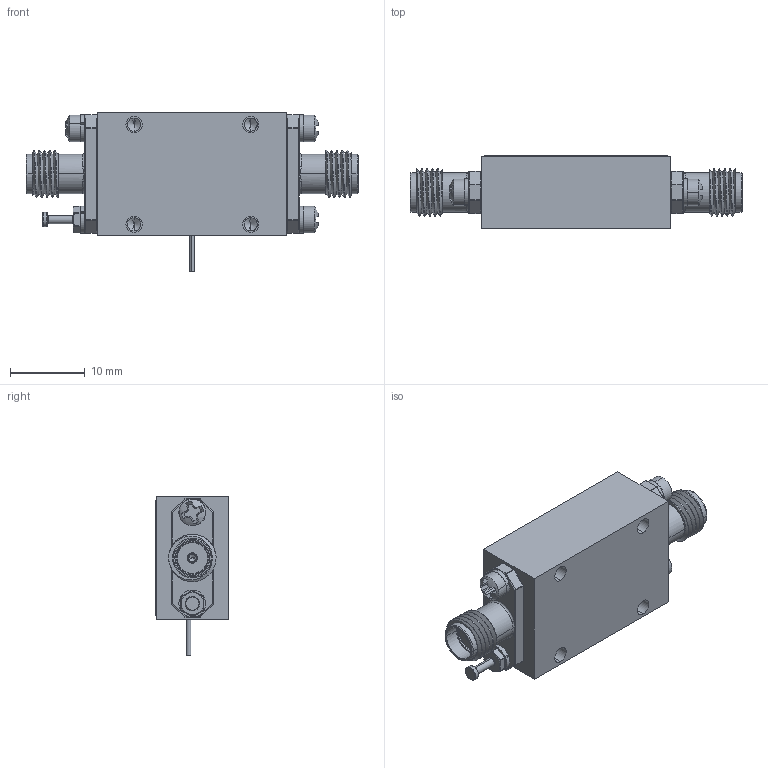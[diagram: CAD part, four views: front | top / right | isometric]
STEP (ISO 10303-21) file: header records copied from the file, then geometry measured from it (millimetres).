
FILE_DESCRIPTION (( 'STEP AP214' ), '1' );
FILE_NAME ('PCG-12-0DBM-12V-SFF.STEP', '2024-02-15T18:44:50', ( '' ), ( '' ), 'SwSTEP 2.0', 'SolidWorks 2023', '' );
FILE_SCHEMA (( 'AUTOMOTIVE_DESIGN' ));
Length unit declared in the file: inch
Products named in the file (1): PCG-12-0DBM-12V-SFF
Bounding box: 44.45 x 9.75 x 21.34 mm (x, y, z)
Volume: 4644.8 mm3; surface area: 4053.8 mm2
Topology: 17 solids, 17 shells, 746 faces, 2680 edges, 2077 vertices
Faces by surface type: plane 295, cylinder 205, torus 107, sphere 65, cone 54, bspline 20
Entity records: 45031 total; most frequent: CARTESIAN_POINT 12275, ORIENTED_EDGE 5224, DIRECTION 4224, EDGE_CURVE 2612, VERTEX_POINT 2077, AXIS2_PLACEMENT_3D 1484, VECTOR 1256, LINE 1256
